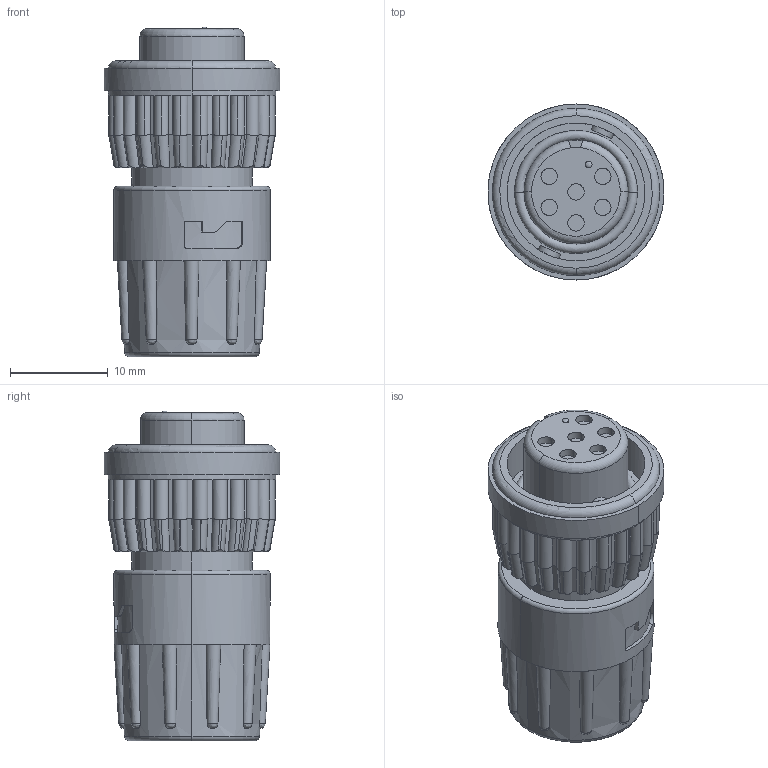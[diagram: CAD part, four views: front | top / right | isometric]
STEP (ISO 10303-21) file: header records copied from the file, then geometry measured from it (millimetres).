
FILE_DESCRIPTION (( 'STEP AP203' ), '1' );
FILE_NAME ('6280-6SG-321.STEP', '2013-11-21T20:21:31', ( 'J0FPBF1' ), ( '' ), 'SwSTEP 2.0', 'SolidWorks 2012', '' );
FILE_SCHEMA (( 'CONFIG_CONTROL_DESIGN' ));
Length unit declared in the file: inch
Products named in the file (1): 6280-6SG-321
Bounding box: 18.02 x 18.03 x 33.8 mm (x, y, z)
Volume: 5622.2 mm3; surface area: 2860 mm2
Topology: 1 solids, 1 shells, 329 faces, 927 edges, 618 vertices
Faces by surface type: cylinder 190, plane 77, torus 37, bspline 20, cone 4, sphere 1
Entity records: 18347 total; most frequent: CARTESIAN_POINT 10888, ORIENTED_EDGE 1854, DIRECTION 1062, EDGE_CURVE 927, VERTEX_POINT 618, B_SPLINE_CURVE_WITH_KNOTS 581, AXIS2_PLACEMENT_3D 411, EDGE_LOOP 347
